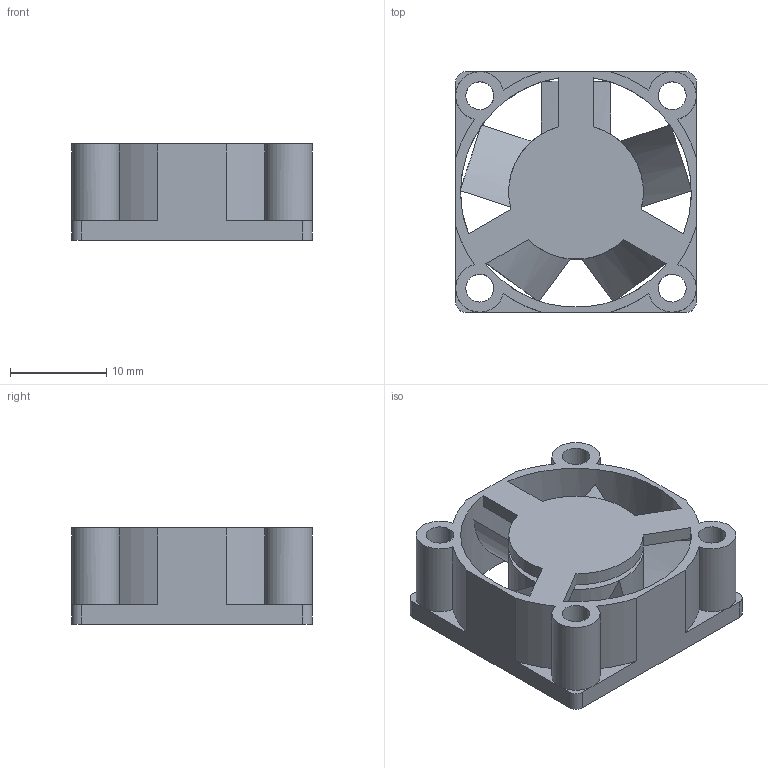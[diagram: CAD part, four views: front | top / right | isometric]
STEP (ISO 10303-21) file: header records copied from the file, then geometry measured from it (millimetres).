
FILE_DESCRIPTION(/* description */ (''),/* implementation_level */ '2;1');
FILE_NAME(/* name */ '25MM-FAN v1.step',/* time_stamp */ '2019-01-19T14:18:51-07:00',/* author */ ('mkellsy'),/* organization */ (''),/* preprocessor_version */ 'ST-DEVELOPER v17.2',/* originating_system */ 'Autodesk Translation Framework v7.6.0.251',/* authorisation */ '');
FILE_SCHEMA (('AUTOMOTIVE_DESIGN { 1 0 10303 214 3 1 1 }'));
Length unit declared in the file: millimetre
Products named in the file (2): 25MM-FAN; 25 mm Fan
Assembly tree (1 placements, depth 2):
  25MM-FAN
    25 mm Fan
Bounding box: 25 x 25 x 10 mm (x, y, z)
Volume: 2870.5 mm3; surface area: 4152.7 mm2
Topology: 2 solids, 2 shells, 71 faces, 183 edges, 114 vertices
Faces by surface type: cylinder 39, plane 32
Full cylindrical faces by diameter (mm): 2.9 x4, 24 x1
Entity records: 2341 total; most frequent: CARTESIAN_POINT 481, DIRECTION 407, ORIENTED_EDGE 366, EDGE_CURVE 183, AXIS2_PLACEMENT_3D 160, VERTEX_POINT 114, LINE 87, VECTOR 87
